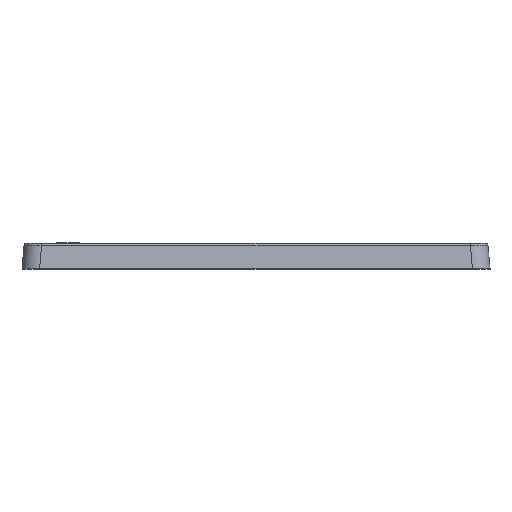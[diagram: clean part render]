
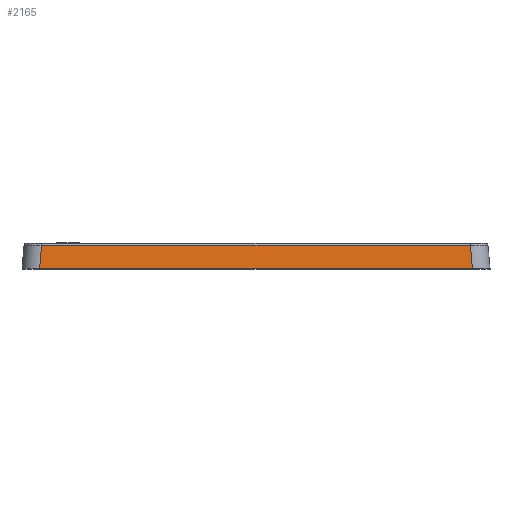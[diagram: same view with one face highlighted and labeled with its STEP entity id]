
A CAD part, top view. The second image highlights one B-rep face of the part: STEP entity #2165.
In plain terms, the highlighted planar face has unit normal (0, 0.087, 0.996).
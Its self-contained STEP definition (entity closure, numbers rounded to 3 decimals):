
#951=FACE_OUTER_BOUND('',#5264,.T.);
#2165=ADVANCED_FACE('',(#951),#3377,.T.);
#3377=PLANE('',#21100);
#5264=EDGE_LOOP('',(#7860,#7861,#7862,#7863));
#7860=ORIENTED_EDGE('',*,*,#15494,.T.);
#7861=ORIENTED_EDGE('',*,*,#15236,.T.);
#7862=ORIENTED_EDGE('',*,*,#15495,.F.);
#7863=ORIENTED_EDGE('',*,*,#15482,.F.);
#13360=VERTEX_POINT('',#32216);
#13361=VERTEX_POINT('',#32218);
#13573=VERTEX_POINT('',#32964);
#13574=VERTEX_POINT('',#33020);
#15236=EDGE_CURVE('',#13361,#13360,#17810,.T.);
#15482=EDGE_CURVE('',#13573,#13574,#17873,.T.);
#15494=EDGE_CURVE('',#13573,#13361,#17881,.T.);
#15495=EDGE_CURVE('',#13574,#13360,#17882,.T.);
#17810=LINE('',#32217,#19295);
#17873=LINE('',#33019,#19358);
#17881=LINE('',#33104,#19366);
#17882=LINE('',#33106,#19367);
#19295=VECTOR('',#23155,1.);
#19358=VECTOR('',#23654,1.);
#19366=VECTOR('',#23676,1.);
#19367=VECTOR('',#23679,1.);
#21100=AXIS2_PLACEMENT_3D('',#33107,#23680,#23681);
#23155=DIRECTION('',(1.,0.,0.));
#23654=DIRECTION('',(1.,0.,0.));
#23676=DIRECTION('',(-0.087,-0.992,0.087));
#23679=DIRECTION('',(0.087,-0.992,0.087));
#23680=DIRECTION('',(0.,0.087,0.996));
#23681=DIRECTION('',(-1.,0.,0.));
#32216=CARTESIAN_POINT('',(60.119,0.,65.));
#32217=CARTESIAN_POINT('',(-60.119,0.,65.));
#32218=CARTESIAN_POINT('',(-60.119,0.,65.));
#32964=CARTESIAN_POINT('',(-59.555,6.444,64.436));
#33019=CARTESIAN_POINT('',(-60.402,6.444,64.436));
#33020=CARTESIAN_POINT('',(59.555,6.444,64.436));
#33104=CARTESIAN_POINT('',(-59.555,6.444,64.436));
#33106=CARTESIAN_POINT('',(58.691,16.322,63.572));
#33107=CARTESIAN_POINT('',(-68.208,0.,65.));
